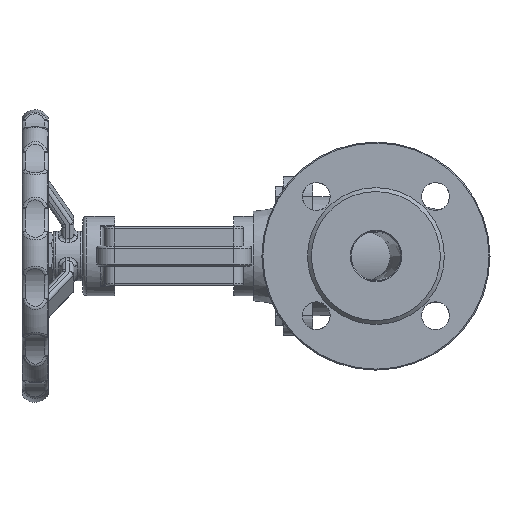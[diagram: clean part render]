
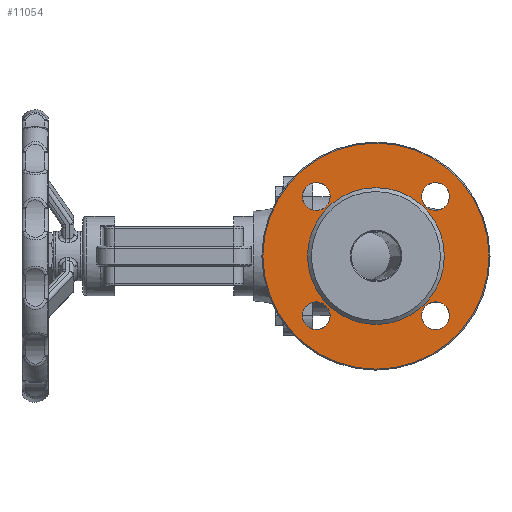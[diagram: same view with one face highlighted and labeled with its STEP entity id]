
A CAD part, left-side view. The second image highlights one B-rep face of the part: STEP entity #11054.
In plain terms, the highlighted planar face has unit normal (-1, 0, 0).
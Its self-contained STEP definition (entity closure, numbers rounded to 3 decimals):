
#260=FACE_BOUND('',#2817,.T.);
#261=FACE_BOUND('',#2818,.T.);
#262=FACE_BOUND('',#2819,.T.);
#263=FACE_BOUND('',#2820,.T.);
#264=FACE_BOUND('',#2821,.T.);
#399=PLANE('',#12068);
#2095=FACE_OUTER_BOUND('',#2816,.T.);
#2816=EDGE_LOOP('',(#8438));
#2817=EDGE_LOOP('',(#8439));
#2818=EDGE_LOOP('',(#8440));
#2819=EDGE_LOOP('',(#8441));
#2820=EDGE_LOOP('',(#8442));
#2821=EDGE_LOOP('',(#8443));
#3748=CIRCLE('',#12067,57.);
#3749=CIRCLE('',#12069,34.5);
#3750=CIRCLE('',#12070,7.);
#3751=CIRCLE('',#12071,7.);
#3752=CIRCLE('',#12072,7.);
#3753=CIRCLE('',#12073,7.);
#4767=VERTEX_POINT('',#22719);
#4768=VERTEX_POINT('',#22723);
#4769=VERTEX_POINT('',#22725);
#4770=VERTEX_POINT('',#22727);
#4771=VERTEX_POINT('',#22729);
#4772=VERTEX_POINT('',#22731);
#6015=EDGE_CURVE('',#4767,#4767,#3748,.T.);
#6016=EDGE_CURVE('',#4768,#4768,#3749,.T.);
#6017=EDGE_CURVE('',#4769,#4769,#3750,.T.);
#6018=EDGE_CURVE('',#4770,#4770,#3751,.T.);
#6019=EDGE_CURVE('',#4771,#4771,#3752,.T.);
#6020=EDGE_CURVE('',#4772,#4772,#3753,.T.);
#8438=ORIENTED_EDGE('',*,*,#6015,.F.);
#8439=ORIENTED_EDGE('',*,*,#6016,.F.);
#8440=ORIENTED_EDGE('',*,*,#6017,.F.);
#8441=ORIENTED_EDGE('',*,*,#6018,.F.);
#8442=ORIENTED_EDGE('',*,*,#6019,.F.);
#8443=ORIENTED_EDGE('',*,*,#6020,.F.);
#11054=ADVANCED_FACE('',(#2095,#260,#261,#262,#263,#264),#399,.F.);
#12067=AXIS2_PLACEMENT_3D('',#22721,#14378,#14379);
#12068=AXIS2_PLACEMENT_3D('',#22722,#14380,#14381);
#12069=AXIS2_PLACEMENT_3D('',#22724,#14382,#14383);
#12070=AXIS2_PLACEMENT_3D('',#22726,#14384,#14385);
#12071=AXIS2_PLACEMENT_3D('',#22728,#14386,#14387);
#12072=AXIS2_PLACEMENT_3D('',#22730,#14388,#14389);
#12073=AXIS2_PLACEMENT_3D('',#22732,#14390,#14391);
#14378=DIRECTION('center_axis',(1.,0.,0.));
#14379=DIRECTION('ref_axis',(0.,0.,1.));
#14380=DIRECTION('center_axis',(1.,0.,0.));
#14381=DIRECTION('ref_axis',(0.,0.,-1.));
#14382=DIRECTION('center_axis',(-1.,0.,0.));
#14383=DIRECTION('ref_axis',(0.,-1.,0.));
#14384=DIRECTION('center_axis',(-1.,0.,0.));
#14385=DIRECTION('ref_axis',(0.,0.,1.));
#14386=DIRECTION('center_axis',(-1.,0.,0.));
#14387=DIRECTION('ref_axis',(0.,0.,1.));
#14388=DIRECTION('center_axis',(-1.,0.,0.));
#14389=DIRECTION('ref_axis',(0.,0.,1.));
#14390=DIRECTION('center_axis',(-1.,0.,0.));
#14391=DIRECTION('ref_axis',(0.,0.,1.));
#22719=CARTESIAN_POINT('',(2.,0.,-57.));
#22721=CARTESIAN_POINT('Origin',(2.,0.,0.));
#22722=CARTESIAN_POINT('Origin',(2.,0.,0.));
#22723=CARTESIAN_POINT('',(2.,34.5,0.));
#22724=CARTESIAN_POINT('Origin',(2.,0.,0.));
#22725=CARTESIAN_POINT('',(2.,30.052,-37.052));
#22726=CARTESIAN_POINT('Origin',(2.,30.052,-30.052));
#22727=CARTESIAN_POINT('',(2.,-30.052,-37.052));
#22728=CARTESIAN_POINT('Origin',(2.,-30.052,-30.052));
#22729=CARTESIAN_POINT('',(2.,-30.052,23.052));
#22730=CARTESIAN_POINT('Origin',(2.,-30.052,30.052));
#22731=CARTESIAN_POINT('',(2.,30.052,23.052));
#22732=CARTESIAN_POINT('Origin',(2.,30.052,30.052));
